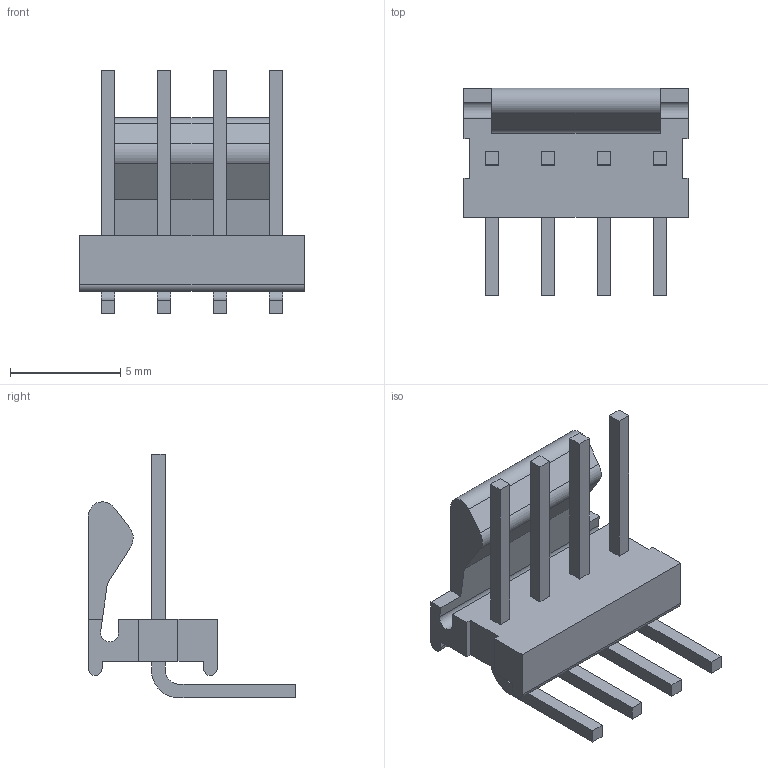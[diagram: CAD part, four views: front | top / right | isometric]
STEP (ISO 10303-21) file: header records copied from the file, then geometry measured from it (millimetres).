
FILE_DESCRIPTION((''),'2;1');
FILE_NAME('C-3-641216-4','2016-10-17T',('workeradm'),('Tyco Electronics Ltd.'),'CREO PARAMETRIC BY PTC INC, 2016050','CREO PARAMETRIC BY PTC INC, 2016050','');
FILE_SCHEMA(('AUTOMOTIVE_DESIGN { 1 0 10303 214 1 1 1 1 }'));
Length unit declared in the file: millimetre
Products named in the file (1): C-3-641216-4
Bounding box: 10.16 x 9.4 x 11.05 mm (x, y, z)
Volume: 185.8 mm3; surface area: 464.3 mm2
Topology: 1 solids, 1 shells, 85 faces, 225 edges, 150 vertices
Faces by surface type: plane 72, cylinder 13
Entity records: 2649 total; most frequent: CARTESIAN_POINT 462, ORIENTED_EDGE 450, DIRECTION 421, EDGE_CURVE 225, VECTOR 199, LINE 199, VERTEX_POINT 150, AXIS2_PLACEMENT_3D 111
